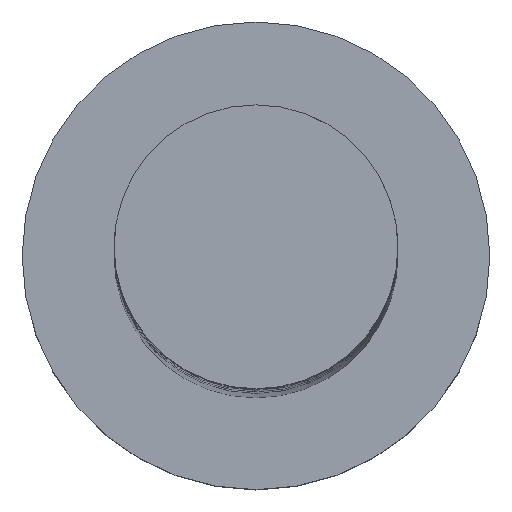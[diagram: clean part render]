
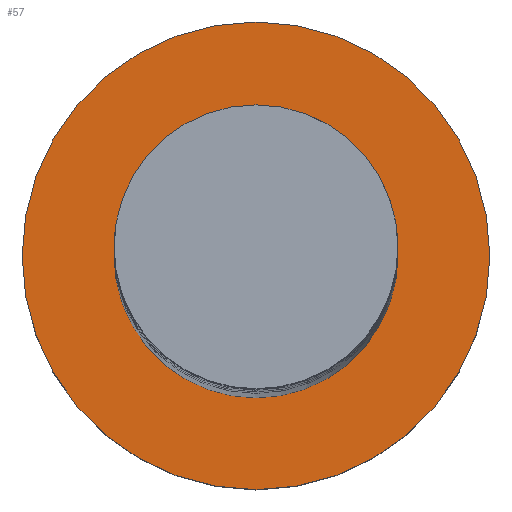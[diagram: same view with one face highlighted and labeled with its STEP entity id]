
A CAD part, top view. The second image highlights one B-rep face of the part: STEP entity #57.
In plain terms, the highlighted planar face has unit normal (0, 0, 1).
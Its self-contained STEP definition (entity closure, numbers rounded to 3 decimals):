
#26 = CARTESIAN_POINT ( 'NONE',  ( 0., 0., 5. ) ) ;
#57 = ADVANCED_FACE ( 'NONE', ( #1429, #773 ), #1296, .T. ) ;
#177 = VERTEX_POINT ( 'NONE', #794 ) ;
#203 = CIRCLE ( 'NONE', #1134, 7. ) ;
#256 = CARTESIAN_POINT ( 'NONE',  ( 4.25, 0., 5. ) ) ;
#375 = DIRECTION ( 'NONE',  ( 1., 0., 0. ) ) ;
#420 = VERTEX_POINT ( 'NONE', #744 ) ;
#425 = DIRECTION ( 'NONE',  ( 0., 0., 1. ) ) ;
#577 = CIRCLE ( 'NONE', #873, 4.25 ) ;
#652 = VERTEX_POINT ( 'NONE', #256 ) ;
#708 = AXIS2_PLACEMENT_3D ( 'NONE', #1277, #782, #1286 ) ;
#744 = CARTESIAN_POINT ( 'NONE',  ( -7., 0., 5. ) ) ;
#762 = DIRECTION ( 'NONE',  ( 0., 0., 1. ) ) ;
#773 = FACE_OUTER_BOUND ( 'NONE', #1141, .T. ) ;
#782 = DIRECTION ( 'NONE',  ( 0., 0., 1. ) ) ;
#794 = CARTESIAN_POINT ( 'NONE',  ( 7., 0., 5. ) ) ;
#851 = CARTESIAN_POINT ( 'NONE',  ( 0., 0., 5. ) ) ;
#855 = ORIENTED_EDGE ( 'NONE', *, *, #1494, .F. ) ;
#870 = CARTESIAN_POINT ( 'NONE',  ( 0., 0., 5. ) ) ;
#873 = AXIS2_PLACEMENT_3D ( 'NONE', #851, #1246, #375 ) ;
#903 = ORIENTED_EDGE ( 'NONE', *, *, #1642, .T. ) ;
#927 = EDGE_LOOP ( 'NONE', ( #855, #1603 ) ) ;
#993 = DIRECTION ( 'NONE',  ( 1., 0., 0. ) ) ;
#1000 = AXIS2_PLACEMENT_3D ( 'NONE', #1653, #762, #993 ) ;
#1061 = DIRECTION ( 'NONE',  ( 1., 0., 0. ) ) ;
#1083 = EDGE_CURVE ( 'NONE', #652, #1344, #1107, .T. ) ;
#1107 = CIRCLE ( 'NONE', #1531, 4.25 ) ;
#1134 = AXIS2_PLACEMENT_3D ( 'NONE', #26, #425, #1061 ) ;
#1141 = EDGE_LOOP ( 'NONE', ( #1501, #903 ) ) ;
#1206 = EDGE_CURVE ( 'NONE', #420, #177, #203, .T. ) ;
#1246 = DIRECTION ( 'NONE',  ( 0., 0., 1. ) ) ;
#1277 = CARTESIAN_POINT ( 'NONE',  ( 0., 0., 5. ) ) ;
#1286 = DIRECTION ( 'NONE',  ( 1., 0., 0. ) ) ;
#1296 = PLANE ( 'NONE',  #708 ) ;
#1344 = VERTEX_POINT ( 'NONE', #1615 ) ;
#1375 = DIRECTION ( 'NONE',  ( 1., 0., 0. ) ) ;
#1399 = CIRCLE ( 'NONE', #1000, 7. ) ;
#1429 = FACE_BOUND ( 'NONE', #927, .T. ) ;
#1494 = EDGE_CURVE ( 'NONE', #1344, #652, #577, .T. ) ;
#1501 = ORIENTED_EDGE ( 'NONE', *, *, #1206, .T. ) ;
#1531 = AXIS2_PLACEMENT_3D ( 'NONE', #870, #1648, #1375 ) ;
#1603 = ORIENTED_EDGE ( 'NONE', *, *, #1083, .F. ) ;
#1615 = CARTESIAN_POINT ( 'NONE',  ( -4.25, 0., 5. ) ) ;
#1642 = EDGE_CURVE ( 'NONE', #177, #420, #1399, .T. ) ;
#1648 = DIRECTION ( 'NONE',  ( 0., 0., 1. ) ) ;
#1653 = CARTESIAN_POINT ( 'NONE',  ( 0., 0., 5. ) ) ;
